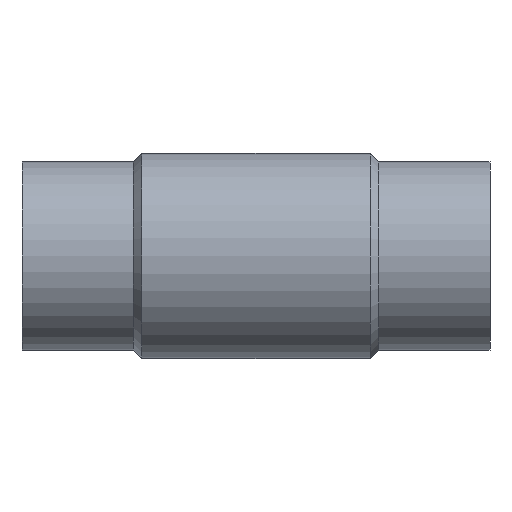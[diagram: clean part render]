
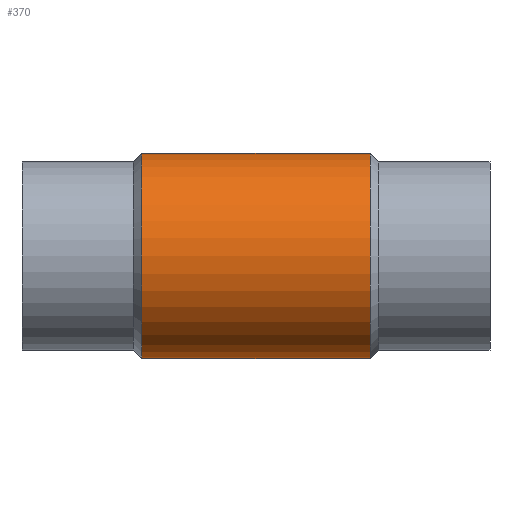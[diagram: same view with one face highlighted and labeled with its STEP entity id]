
A CAD part, front view. The second image highlights one B-rep face of the part: STEP entity #370.
In plain terms, the highlighted cylindrical face has radius 136.35 mm (diameter 272.7 mm), a full revolution.
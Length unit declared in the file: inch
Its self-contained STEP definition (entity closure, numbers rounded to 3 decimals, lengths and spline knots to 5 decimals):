
#7 = DIRECTION ( 'NONE',  ( 1., 0., 0. ) ) ;
#23 =( BOUNDED_CURVE ( )  B_SPLINE_CURVE ( 3, ( #495, #293, #118, #70 ),
 .UNSPECIFIED., .F., .T. ) 
 B_SPLINE_CURVE_WITH_KNOTS ( ( 4, 4 ),
 ( 1.5708, 4.71239 ),
 .UNSPECIFIED. ) 
 CURVE ( )  GEOMETRIC_REPRESENTATION_ITEM ( )  RATIONAL_B_SPLINE_CURVE ( ( 1., 0.333, 0.333, 1. ) ) 
 REPRESENTATION_ITEM ( '' )  );
#43 = CARTESIAN_POINT ( 'NONE',  ( -7.96641, 11.38665, 31.8159 ) ) ;
#44 = AXIS2_PLACEMENT_3D ( 'NONE', #261, #235, #244 ) ;
#52 = AXIS2_PLACEMENT_3D ( 'NONE', #284, #297, #298 ) ;
#70 = CARTESIAN_POINT ( 'NONE',  ( -7.96641, 11.38665, 31.8159 ) ) ;
#83 = ORIENTED_EDGE ( 'NONE', *, *, #279, .F. ) ;
#118 = CARTESIAN_POINT ( 'NONE',  ( 2.76981, 22.12287, 31.8159 ) ) ;
#126 = EDGE_LOOP ( 'NONE', ( #83 ) ) ;
#132 = ORIENTED_EDGE ( 'NONE', *, *, #179, .F. ) ;
#154 = DIRECTION ( 'NONE',  ( 0., 0., -1. ) ) ;
#162 = CIRCLE ( 'NONE', #52, 5.36811 ) ;
#179 = EDGE_CURVE ( 'NONE', #458, #458, #480, .T. ) ;
#200 = ORIENTED_EDGE ( 'NONE', *, *, #316, .T. ) ;
#227 = CARTESIAN_POINT ( 'NONE',  ( -7.96641, 11.38665, 31.8159 ) ) ;
#230 = VERTEX_POINT ( 'NONE', #232 ) ;
#232 = CARTESIAN_POINT ( 'NONE',  ( -7.96641, 11.38665, 21.07968 ) ) ;
#235 = DIRECTION ( 'NONE',  ( -1., 0., 0. ) ) ;
#241 = FACE_OUTER_BOUND ( 'NONE', #126, .T. ) ;
#244 = DIRECTION ( 'NONE',  ( 0., 1., 0. ) ) ;
#261 = CARTESIAN_POINT ( 'NONE',  ( -13.93688, 11.38665, 26.44779 ) ) ;
#273 = FACE_BOUND ( 'NONE', #282, .T. ) ;
#278 = CARTESIAN_POINT ( 'NONE',  ( -7.96641, 11.38665, 26.44779 ) ) ;
#279 = EDGE_CURVE ( 'NONE', #537, #537, #162, .T. ) ;
#282 = EDGE_LOOP ( 'NONE', ( #200, #373 ) ) ;
#284 = CARTESIAN_POINT ( 'NONE',  ( -1.99594, 11.38665, 26.44779 ) ) ;
#285 = AXIS2_PLACEMENT_3D ( 'NONE', #278, #7, #154 ) ;
#291 = FACE_OUTER_BOUND ( 'NONE', #531, .T. ) ;
#293 = CARTESIAN_POINT ( 'NONE',  ( 2.76981, 22.12287, 21.07968 ) ) ;
#297 = DIRECTION ( 'NONE',  ( 1., 0., 0. ) ) ;
#298 = DIRECTION ( 'NONE',  ( 0., 1., 0. ) ) ;
#316 = EDGE_CURVE ( 'NONE', #561, #230, #448, .T. ) ;
#333 = CARTESIAN_POINT ( 'NONE',  ( -18.70263, 22.12287, 21.07968 ) ) ;
#370 = ADVANCED_FACE ( 'NONE', ( #273, #291, #241 ), #562, .T. ) ;
#373 = ORIENTED_EDGE ( 'NONE', *, *, #542, .T. ) ;
#389 = CARTESIAN_POINT ( 'NONE',  ( -1.99594, 16.75476, 26.44779 ) ) ;
#418 = CARTESIAN_POINT ( 'NONE',  ( -18.70263, 22.12287, 31.8159 ) ) ;
#448 =( BOUNDED_CURVE ( )  B_SPLINE_CURVE ( 3, ( #43, #418, #333, #491 ),
 .UNSPECIFIED., .F., .F. ) 
 B_SPLINE_CURVE_WITH_KNOTS ( ( 4, 4 ),
 ( 1.5708, 4.71239 ),
 .UNSPECIFIED. ) 
 CURVE ( )  GEOMETRIC_REPRESENTATION_ITEM ( )  RATIONAL_B_SPLINE_CURVE ( ( 1., 0.333, 0.333, 1. ) ) 
 REPRESENTATION_ITEM ( '' )  );
#458 = VERTEX_POINT ( 'NONE', #474 ) ;
#474 = CARTESIAN_POINT ( 'NONE',  ( -13.93688, 16.75476, 26.44779 ) ) ;
#480 = CIRCLE ( 'NONE', #44, 5.36811 ) ;
#491 = CARTESIAN_POINT ( 'NONE',  ( -7.96641, 11.38665, 21.07968 ) ) ;
#495 = CARTESIAN_POINT ( 'NONE',  ( -7.96641, 11.38665, 21.07968 ) ) ;
#531 = EDGE_LOOP ( 'NONE', ( #132 ) ) ;
#537 = VERTEX_POINT ( 'NONE', #389 ) ;
#542 = EDGE_CURVE ( 'NONE', #230, #561, #23, .T. ) ;
#561 = VERTEX_POINT ( 'NONE', #227 ) ;
#562 = CYLINDRICAL_SURFACE ( 'NONE', #285, 5.36811 ) ;
